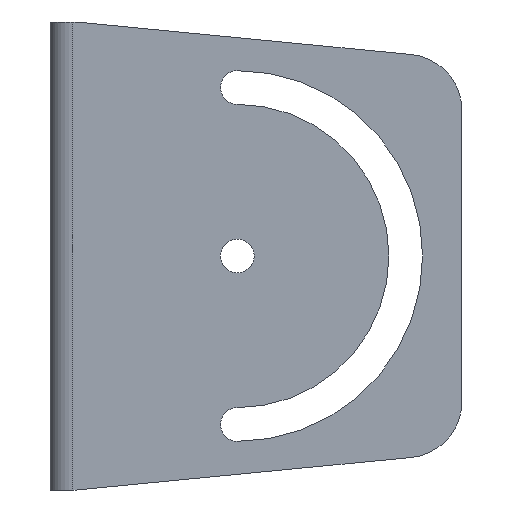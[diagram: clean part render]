
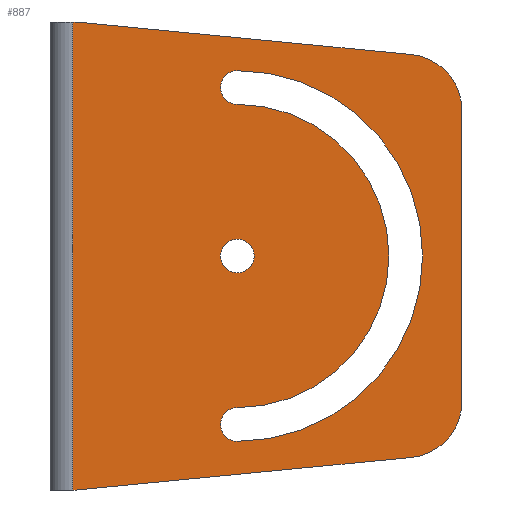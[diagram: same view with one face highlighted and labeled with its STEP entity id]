
A CAD part, left-side view. The second image highlights one B-rep face of the part: STEP entity #887.
In plain terms, the highlighted planar face has unit normal (-1, 0, 0).
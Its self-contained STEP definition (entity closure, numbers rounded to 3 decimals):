
#10 = DIRECTION ( 'NONE',  ( 0., 0., 1. ) ) ;
#21 = CIRCLE ( 'NONE', #1507, 4.5 ) ;
#31 = EDGE_CURVE ( 'NONE', #1414, #1194, #570, .T. ) ;
#36 = CARTESIAN_POINT ( 'NONE',  ( 0., -50., 49.5 ) ) ;
#42 = VERTEX_POINT ( 'NONE', #1466 ) ;
#44 = AXIS2_PLACEMENT_3D ( 'NONE', #1116, #398, #1246 ) ;
#56 = DIRECTION ( 'NONE',  ( 1., 0., 0. ) ) ;
#67 = DIRECTION ( 'NONE',  ( 0., 0., 1. ) ) ;
#142 = DIRECTION ( 'NONE',  ( 0., 0., 1. ) ) ;
#148 = DIRECTION ( 'NONE',  ( 1., 0., 0. ) ) ;
#164 = CARTESIAN_POINT ( 'NONE',  ( 0., -50., 45. ) ) ;
#174 = CARTESIAN_POINT ( 'NONE',  ( 0., -96.449, 53.816 ) ) ;
#175 = CARTESIAN_POINT ( 'NONE',  ( 0., -50., 0. ) ) ;
#176 = ORIENTED_EDGE ( 'NONE', *, *, #1448, .F. ) ;
#200 = VERTEX_POINT ( 'NONE', #1269 ) ;
#213 = VECTOR ( 'NONE', #259, 1000. ) ;
#221 = EDGE_CURVE ( 'NONE', #1194, #1316, #631, .T. ) ;
#240 = DIRECTION ( 'NONE',  ( 0., 0., -1. ) ) ;
#259 = DIRECTION ( 'NONE',  ( 0., -1., 0. ) ) ;
#280 = DIRECTION ( 'NONE',  ( 0., 0., 1. ) ) ;
#291 = ORIENTED_EDGE ( 'NONE', *, *, #345, .T. ) ;
#312 = LINE ( 'NONE', #1280, #907 ) ;
#320 = VECTOR ( 'NONE', #1170, 1000. ) ;
#345 = EDGE_CURVE ( 'NONE', #838, #712, #1401, .T. ) ;
#348 = LINE ( 'NONE', #996, #628 ) ;
#360 = VERTEX_POINT ( 'NONE', #174 ) ;
#379 = CARTESIAN_POINT ( 'NONE',  ( 0., -95., 38.886 ) ) ;
#398 = DIRECTION ( 'NONE',  ( 1., 0., 0. ) ) ;
#405 = DIRECTION ( 'NONE',  ( -1., 0., 0. ) ) ;
#479 = EDGE_CURVE ( 'NONE', #1047, #1398, #591, .T. ) ;
#504 = DIRECTION ( 'NONE',  ( 1., 0., 0. ) ) ;
#505 = CARTESIAN_POINT ( 'NONE',  ( 0., -7., 62.5 ) ) ;
#507 = CARTESIAN_POINT ( 'NONE',  ( 0., -6., -62.5 ) ) ;
#522 = EDGE_CURVE ( 'NONE', #360, #653, #661, .T. ) ;
#544 = CARTESIAN_POINT ( 'NONE',  ( 0., -96.449, -53.816 ) ) ;
#548 = ORIENTED_EDGE ( 'NONE', *, *, #221, .T. ) ;
#555 = ORIENTED_EDGE ( 'NONE', *, *, #846, .F. ) ;
#562 = FACE_BOUND ( 'NONE', #1200, .T. ) ;
#570 = LINE ( 'NONE', #1148, #1180 ) ;
#577 = AXIS2_PLACEMENT_3D ( 'NONE', #1491, #405, #67 ) ;
#581 = ORIENTED_EDGE ( 'NONE', *, *, #31, .T. ) ;
#591 = LINE ( 'NONE', #678, #891 ) ;
#595 = CARTESIAN_POINT ( 'NONE',  ( 0., -50., 0. ) ) ;
#602 = CARTESIAN_POINT ( 'NONE',  ( 0., 0., -62.5 ) ) ;
#626 = EDGE_LOOP ( 'NONE', ( #1111, #1287, #176, #1333, #1392, #581, #548, #784 ) ) ;
#628 = VECTOR ( 'NONE', #240, 1000. ) ;
#631 = LINE ( 'NONE', #507, #320 ) ;
#633 = VERTEX_POINT ( 'NONE', #737 ) ;
#643 = PLANE ( 'NONE',  #577 ) ;
#646 = CIRCLE ( 'NONE', #1430, 49.5 ) ;
#653 = VERTEX_POINT ( 'NONE', #1415 ) ;
#658 = ORIENTED_EDGE ( 'NONE', *, *, #832, .T. ) ;
#661 = CIRCLE ( 'NONE', #1032, 15. ) ;
#678 = CARTESIAN_POINT ( 'NONE',  ( 0., -58.5, -57.5 ) ) ;
#704 = DIRECTION ( 'NONE',  ( 1., 0., 0. ) ) ;
#712 = VERTEX_POINT ( 'NONE', #36 ) ;
#716 = DIRECTION ( 'NONE',  ( 0., 0., 1. ) ) ;
#737 = CARTESIAN_POINT ( 'NONE',  ( 0., -50., -40.5 ) ) ;
#741 = CIRCLE ( 'NONE', #749, 4.5 ) ;
#749 = AXIS2_PLACEMENT_3D ( 'NONE', #175, #989, #280 ) ;
#752 = CARTESIAN_POINT ( 'NONE',  ( 0., -50., -45. ) ) ;
#756 = CIRCLE ( 'NONE', #773, 15. ) ;
#773 = AXIS2_PLACEMENT_3D ( 'NONE', #1436, #704, #10 ) ;
#784 = ORIENTED_EDGE ( 'NONE', *, *, #1536, .T. ) ;
#794 = DIRECTION ( 'NONE',  ( 0., 1., 0. ) ) ;
#825 = EDGE_CURVE ( 'NONE', #712, #200, #646, .T. ) ;
#831 = LINE ( 'NONE', #602, #213 ) ;
#832 = EDGE_CURVE ( 'NONE', #200, #633, #21, .T. ) ;
#838 = VERTEX_POINT ( 'NONE', #873 ) ;
#846 = EDGE_CURVE ( 'NONE', #838, #633, #963, .T. ) ;
#873 = CARTESIAN_POINT ( 'NONE',  ( 0., -50., 40.5 ) ) ;
#878 = DIRECTION ( 'NONE',  ( 0., 0., 1. ) ) ;
#886 = ORIENTED_EDGE ( 'NONE', *, *, #1489, .T. ) ;
#887 = ADVANCED_FACE ( 'NONE', ( #1495, #562, #896 ), #643, .T. ) ;
#891 = VECTOR ( 'NONE', #1040, 1000. ) ;
#896 = FACE_OUTER_BOUND ( 'NONE', #626, .T. ) ;
#907 = VECTOR ( 'NONE', #1402, 1000. ) ;
#946 = CARTESIAN_POINT ( 'NONE',  ( 0., -6., 62.5 ) ) ;
#963 = CIRCLE ( 'NONE', #44, 40.5 ) ;
#964 = VERTEX_POINT ( 'NONE', #1137 ) ;
#989 = DIRECTION ( 'NONE',  ( 1., 0., 0. ) ) ;
#996 = CARTESIAN_POINT ( 'NONE',  ( 0., -110., 0. ) ) ;
#1017 = EDGE_CURVE ( 'NONE', #360, #1414, #312, .T. ) ;
#1032 = AXIS2_PLACEMENT_3D ( 'NONE', #379, #1471, #1461 ) ;
#1040 = DIRECTION ( 'NONE',  ( 0., 0.995, -0.097 ) ) ;
#1047 = VERTEX_POINT ( 'NONE', #544 ) ;
#1094 = CARTESIAN_POINT ( 'NONE',  ( 0., -6., -62.5 ) ) ;
#1110 = CARTESIAN_POINT ( 'NONE',  ( 0., -50., 4.5 ) ) ;
#1111 = ORIENTED_EDGE ( 'NONE', *, *, #479, .F. ) ;
#1116 = CARTESIAN_POINT ( 'NONE',  ( 0., -50., 0. ) ) ;
#1137 = CARTESIAN_POINT ( 'NONE',  ( 0., -110., -38.886 ) ) ;
#1148 = CARTESIAN_POINT ( 'NONE',  ( 0., 0., 62.5 ) ) ;
#1152 = AXIS2_PLACEMENT_3D ( 'NONE', #595, #1450, #716 ) ;
#1170 = DIRECTION ( 'NONE',  ( 0., 0., -1. ) ) ;
#1180 = VECTOR ( 'NONE', #794, 1000. ) ;
#1194 = VERTEX_POINT ( 'NONE', #946 ) ;
#1200 = EDGE_LOOP ( 'NONE', ( #1521, #886 ) ) ;
#1210 = EDGE_CURVE ( 'NONE', #964, #1047, #756, .T. ) ;
#1222 = AXIS2_PLACEMENT_3D ( 'NONE', #164, #148, #142 ) ;
#1234 = CARTESIAN_POINT ( 'NONE',  ( 0., -7., -62.5 ) ) ;
#1236 = CARTESIAN_POINT ( 'NONE',  ( 0., -50., 0. ) ) ;
#1246 = DIRECTION ( 'NONE',  ( 0., 0., 1. ) ) ;
#1269 = CARTESIAN_POINT ( 'NONE',  ( 0., -50., -49.5 ) ) ;
#1280 = CARTESIAN_POINT ( 'NONE',  ( 0., -58.5, 57.5 ) ) ;
#1287 = ORIENTED_EDGE ( 'NONE', *, *, #1210, .F. ) ;
#1316 = VERTEX_POINT ( 'NONE', #1094 ) ;
#1333 = ORIENTED_EDGE ( 'NONE', *, *, #522, .F. ) ;
#1361 = DIRECTION ( 'NONE',  ( 0., 0., 1. ) ) ;
#1376 = EDGE_CURVE ( 'NONE', #1387, #42, #741, .T. ) ;
#1387 = VERTEX_POINT ( 'NONE', #1110 ) ;
#1392 = ORIENTED_EDGE ( 'NONE', *, *, #1017, .T. ) ;
#1398 = VERTEX_POINT ( 'NONE', #1234 ) ;
#1401 = CIRCLE ( 'NONE', #1222, 4.5 ) ;
#1402 = DIRECTION ( 'NONE',  ( 0., 0.995, 0.097 ) ) ;
#1414 = VERTEX_POINT ( 'NONE', #505 ) ;
#1415 = CARTESIAN_POINT ( 'NONE',  ( 0., -110., 38.886 ) ) ;
#1430 = AXIS2_PLACEMENT_3D ( 'NONE', #1236, #504, #1361 ) ;
#1436 = CARTESIAN_POINT ( 'NONE',  ( 0., -95., -38.886 ) ) ;
#1448 = EDGE_CURVE ( 'NONE', #653, #964, #348, .T. ) ;
#1450 = DIRECTION ( 'NONE',  ( 1., 0., 0. ) ) ;
#1461 = DIRECTION ( 'NONE',  ( 0., 0., 1. ) ) ;
#1466 = CARTESIAN_POINT ( 'NONE',  ( 0., -50., -4.5 ) ) ;
#1471 = DIRECTION ( 'NONE',  ( 1., 0., 0. ) ) ;
#1482 = CIRCLE ( 'NONE', #1152, 4.5 ) ;
#1489 = EDGE_CURVE ( 'NONE', #42, #1387, #1482, .T. ) ;
#1491 = CARTESIAN_POINT ( 'NONE',  ( 0., 0., -62.5 ) ) ;
#1495 = FACE_BOUND ( 'NONE', #1511, .T. ) ;
#1496 = ORIENTED_EDGE ( 'NONE', *, *, #825, .T. ) ;
#1507 = AXIS2_PLACEMENT_3D ( 'NONE', #752, #56, #878 ) ;
#1511 = EDGE_LOOP ( 'NONE', ( #555, #291, #1496, #658 ) ) ;
#1521 = ORIENTED_EDGE ( 'NONE', *, *, #1376, .T. ) ;
#1536 = EDGE_CURVE ( 'NONE', #1316, #1398, #831, .T. ) ;
